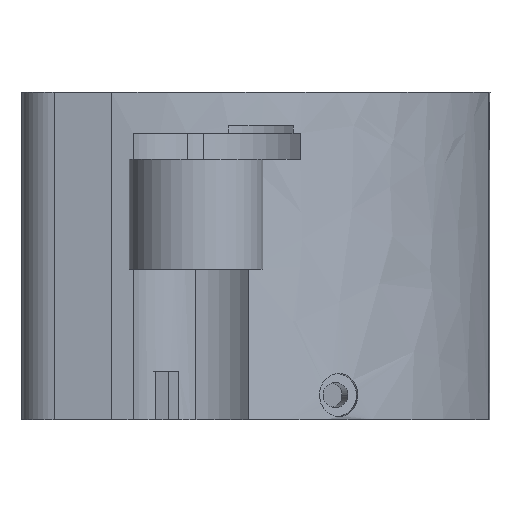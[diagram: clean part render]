
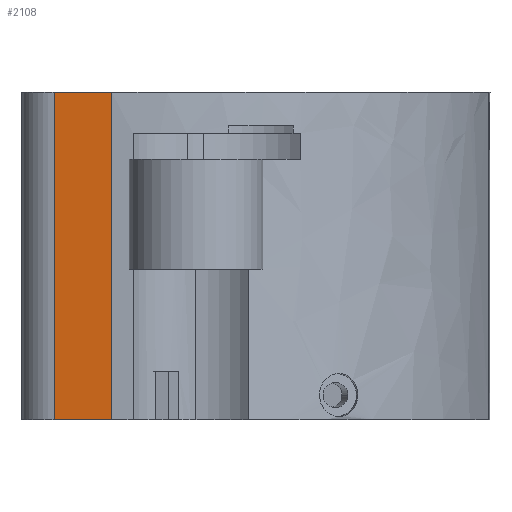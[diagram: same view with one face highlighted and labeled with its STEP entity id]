
A CAD part, left-side view. The second image highlights one B-rep face of the part: STEP entity #2108.
In plain terms, the highlighted planar face has unit normal (-0.991, 0.132, 0).
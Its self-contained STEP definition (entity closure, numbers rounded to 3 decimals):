
#89 = AXIS2_PLACEMENT_3D ( 'NONE', #1530, #3158, #4776 ) ;
#159 = CARTESIAN_POINT ( 'NONE',  ( -142.411, 53.342, 51.095 ) ) ;
#320 = DIRECTION ( 'NONE',  ( -0.132, -0.991, 0. ) ) ;
#483 = VECTOR ( 'NONE', #4709, 1000. ) ;
#562 = VECTOR ( 'NONE', #1150, 1000. ) ;
#602 = EDGE_CURVE ( 'NONE', #863, #4894, #5009, .T. ) ;
#619 = VERTEX_POINT ( 'NONE', #159 ) ;
#857 = VECTOR ( 'NONE', #320, 1000. ) ;
#863 = VERTEX_POINT ( 'NONE', #2906 ) ;
#910 = ORIENTED_EDGE ( 'NONE', *, *, #1788, .F. ) ;
#1150 = DIRECTION ( 'NONE',  ( 0., 0., 1. ) ) ;
#1511 = CARTESIAN_POINT ( 'NONE',  ( -142.411, 53.342, 39.429 ) ) ;
#1530 = CARTESIAN_POINT ( 'NONE',  ( -145.213, 32.284, 39.429 ) ) ;
#1788 = EDGE_CURVE ( 'NONE', #1878, #619, #2809, .T. ) ;
#1878 = VERTEX_POINT ( 'NONE', #3589 ) ;
#1996 = LINE ( 'NONE', #3288, #562 ) ;
#2108 = ADVANCED_FACE ( 'NONE', ( #3946 ), #5164, .T. ) ;
#2166 = ORIENTED_EDGE ( 'NONE', *, *, #602, .F. ) ;
#2215 = CARTESIAN_POINT ( 'NONE',  ( -142.411, 53.342, -22.238 ) ) ;
#2266 = DIRECTION ( 'NONE',  ( 0.132, 0.991, 0. ) ) ;
#2368 = CARTESIAN_POINT ( 'NONE',  ( -145.213, 32.284, 51.095 ) ) ;
#2764 = ORIENTED_EDGE ( 'NONE', *, *, #5255, .F. ) ;
#2809 = LINE ( 'NONE', #2368, #857 ) ;
#2906 = CARTESIAN_POINT ( 'NONE',  ( -142.411, 53.342, -22.238 ) ) ;
#3158 = DIRECTION ( 'NONE',  ( -0.991, 0.132, 0. ) ) ;
#3288 = CARTESIAN_POINT ( 'NONE',  ( -140.698, 66.212, 39.429 ) ) ;
#3589 = CARTESIAN_POINT ( 'NONE',  ( -140.698, 66.212, 51.095 ) ) ;
#3606 = CARTESIAN_POINT ( 'NONE',  ( -140.698, 66.212, -22.238 ) ) ;
#3877 = LINE ( 'NONE', #1511, #483 ) ;
#3946 = FACE_OUTER_BOUND ( 'NONE', #4282, .T. ) ;
#4282 = EDGE_LOOP ( 'NONE', ( #4651, #910, #2764, #2166 ) ) ;
#4356 = EDGE_CURVE ( 'NONE', #863, #619, #3877, .T. ) ;
#4651 = ORIENTED_EDGE ( 'NONE', *, *, #4356, .T. ) ;
#4709 = DIRECTION ( 'NONE',  ( 0., 0., 1. ) ) ;
#4776 = DIRECTION ( 'NONE',  ( 0., 0., 1. ) ) ;
#4894 = VERTEX_POINT ( 'NONE', #3606 ) ;
#5009 = LINE ( 'NONE', #2215, #5175 ) ;
#5164 = PLANE ( 'NONE',  #89 ) ;
#5175 = VECTOR ( 'NONE', #2266, 1000. ) ;
#5255 = EDGE_CURVE ( 'NONE', #4894, #1878, #1996, .T. ) ;
